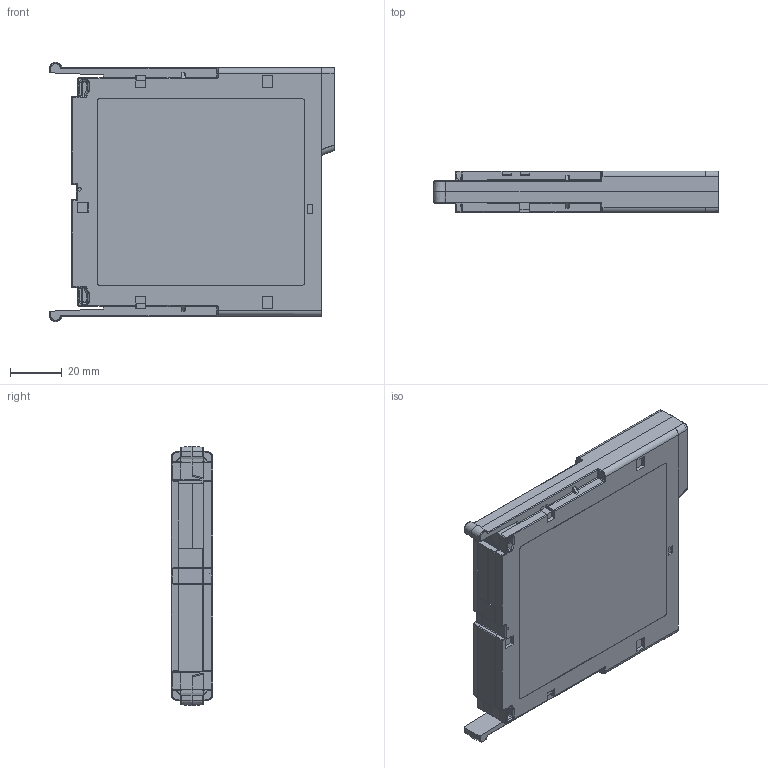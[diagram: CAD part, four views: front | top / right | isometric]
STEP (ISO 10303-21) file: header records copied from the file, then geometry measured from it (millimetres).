
FILE_DESCRIPTION((''),'2;1');
FILE_NAME('DM_CAD-2137_SW0001','2015-06-29T',('Creinig-se'),(''),'PRO/ENGINEER BY PARAMETRIC TECHNOLOGY CORPORATION, 2013050','PRO/ENGINEER BY PARAMETRIC TECHNOLOGY CORPORATION, 2013050','');
FILE_SCHEMA(('CONFIG_CONTROL_DESIGN'));
Length unit declared in the file: millimetre
Products named in the file (1): DM_CAD-2137_SW0001
Bounding box: 110.2 x 16 x 100 mm (x, y, z)
Volume: 143475.7 mm3; surface area: 27055.2 mm2
Topology: 1 solids, 1 shells, 699 faces, 1737 edges, 1065 vertices
Faces by surface type: plane 400, cylinder 203, bspline 44, sphere 36, cone 12, torus 4
Entity records: 27485 total; most frequent: CARTESIAN_POINT 6410, ORIENTED_EDGE 3474, DIRECTION 3083, EDGE_CURVE 1737, VECTOR 1253, LINE 1253, VERTEX_POINT 1065, AXIS2_PLACEMENT_3D 915
